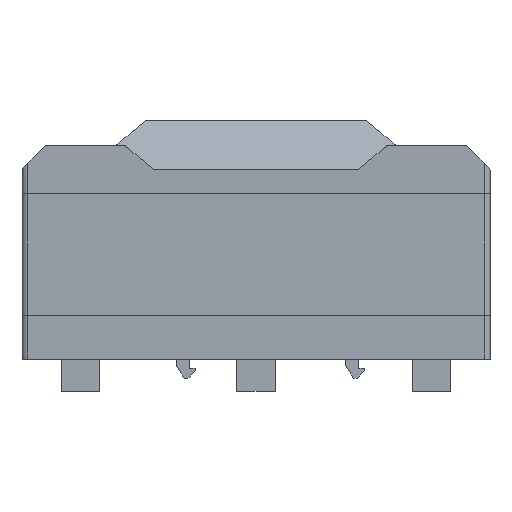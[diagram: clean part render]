
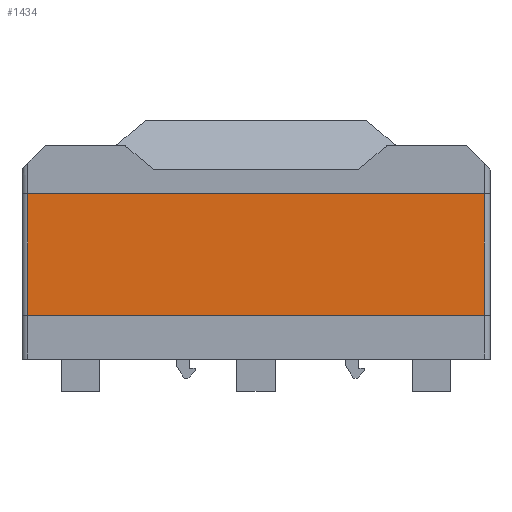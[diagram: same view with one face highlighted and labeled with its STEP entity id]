
A CAD part, left-side view. The second image highlights one B-rep face of the part: STEP entity #1434.
In plain terms, the highlighted planar face has unit normal (-1, 0, 0).
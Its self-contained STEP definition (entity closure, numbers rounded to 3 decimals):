
#1434=ADVANCED_FACE('',(#3676),#3677,.T.);
#3676=FACE_OUTER_BOUND('',#6849,.T.);
#3677=PLANE('',#6850);
#6849=EDGE_LOOP('',(#10639,#10640,#10641,#10642));
#6850=AXIS2_PLACEMENT_3D('',#10643,#10644,#10645);
#10639=ORIENTED_EDGE('',*,*,#19993,.T.);
#10640=ORIENTED_EDGE('',*,*,#19994,.F.);
#10641=ORIENTED_EDGE('',*,*,#19735,.T.);
#10642=ORIENTED_EDGE('',*,*,#19991,.T.);
#10643=CARTESIAN_POINT('',(0.0,80.0,26.0));
#10644=DIRECTION('',(-1.0,0.0,0.0));
#10645=DIRECTION('',(0.0,-1.0,0.0));
#19735=EDGE_CURVE('',#23752,#23750,#23753,.T.);
#19991=EDGE_CURVE('',#23750,#24121,#24123,.T.);
#19993=EDGE_CURVE('',#24121,#24125,#24126,.T.);
#19994=EDGE_CURVE('',#23752,#24125,#24127,.T.);
#23750=VERTEX_POINT('',#29721);
#23752=VERTEX_POINT('',#29723);
#23753=LINE('',#29724,#29725);
#24121=VERTEX_POINT('',#30391);
#24123=LINE('',#30393,#30394);
#24125=VERTEX_POINT('',#30396);
#24126=LINE('',#30397,#30398);
#24127=LINE('',#30399,#30400);
#29721=CARTESIAN_POINT('',(0.0,2.0,26.0));
#29723=CARTESIAN_POINT('',(0.,158.0,26.0));
#29724=CARTESIAN_POINT('',(0.0,158.0,26.0));
#29725=VECTOR('',#38256,1.0);
#30391=CARTESIAN_POINT('',(0.0,2.0,67.5));
#30393=CARTESIAN_POINT('',(0.0,2.0,26.0));
#30394=VECTOR('',#38488,1.0);
#30396=CARTESIAN_POINT('',(0.,158.0,67.5));
#30397=CARTESIAN_POINT('',(0.0,158.0,67.5));
#30398=VECTOR('',#38489,1.0);
#30399=CARTESIAN_POINT('',(0.,158.0,26.0));
#30400=VECTOR('',#38490,1.0);
#38256=DIRECTION('',(0.0,-1.0,0.0));
#38488=DIRECTION('',(0.0,0.0,1.0));
#38489=DIRECTION('',(0.0,1.0,0.0));
#38490=DIRECTION('',(0.0,0.0,1.0));
